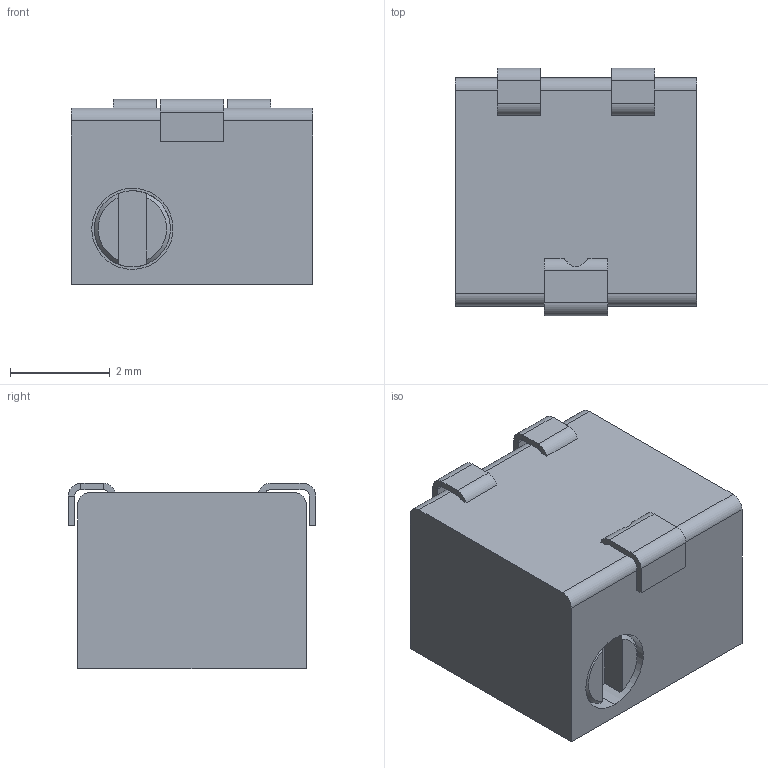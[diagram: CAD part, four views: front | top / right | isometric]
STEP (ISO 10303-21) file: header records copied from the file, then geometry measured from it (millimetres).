
FILE_DESCRIPTION((''),'2;1');
FILE_NAME('3214J','2013-08-01T',('maxm'),('Bourns, Inc.'),'PRO/ENGINEER BY PARAMETRIC TECHNOLOGY CORPORATION, 2012230','PRO/ENGINEER BY PARAMETRIC TECHNOLOGY CORPORATION, 2012230','');
FILE_SCHEMA(('CONFIG_CONTROL_DESIGN'));
Length unit declared in the file: inch
Products named in the file (1): 3214J
Bounding box: 4.83 x 4.95 x 3.71 mm (x, y, z)
Volume: 77.6 mm3; surface area: 130.1 mm2
Topology: 1 solids, 2 shells, 74 faces, 190 edges, 124 vertices
Faces by surface type: plane 47, cylinder 22, cone 4, bspline 1
Entity records: 2416 total; most frequent: CARTESIAN_POINT 517, DIRECTION 398, ORIENTED_EDGE 380, EDGE_CURVE 190, AXIS2_PLACEMENT_3D 143, VERTEX_POINT 124, VECTOR 112, LINE 112
